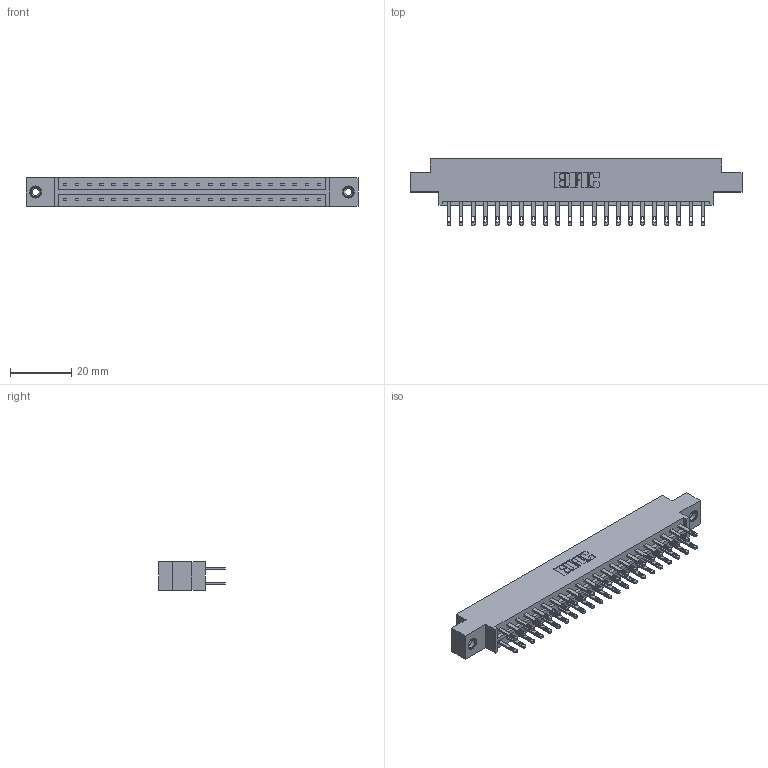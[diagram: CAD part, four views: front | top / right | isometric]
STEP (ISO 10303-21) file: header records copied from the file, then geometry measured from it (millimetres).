
FILE_DESCRIPTION (( 'STEP AP203' ), '1' );
FILE_NAME ('833-044-500-808.STEP', '2020-06-04T00:40:23', ( '' ), ( '' ), 'SwSTEP 2.0', 'SolidWorks 2020', '' );
FILE_SCHEMA (( 'CONFIG_CONTROL_DESIGN' ));
Length unit declared in the file: inch
Products named in the file (4): 345-292-001_345-293-100; 833-044-500-808; 345-250-001_345-250-003-102; 833 Part_Offset - .156 Dia - TI
Assembly tree (47 placements, depth 2):
  833-044-500-808
    833 Part_Offset - .156 Dia - TI
    345-292-001_345-293-100  x44
    345-250-001_345-250-003-102  x2
Bounding box: 108.71 x 21.85 x 9.4 mm (x, y, z)
Volume: 10812 mm3; surface area: 13294.3 mm2
Topology: 47 solids, 47 shells, 2290 faces, 6927 edges, 4610 vertices
Faces by surface type: plane 1426, cylinder 848, cone 12, torus 4
Entity records: 17988 total; most frequent: CARTESIAN_POINT 2989, ORIENTED_EDGE 2918, DIRECTION 2621, EDGE_CURVE 1459, VECTOR 1307, LINE 1307, VERTEX_POINT 968, AXIS2_PLACEMENT_3D 657
